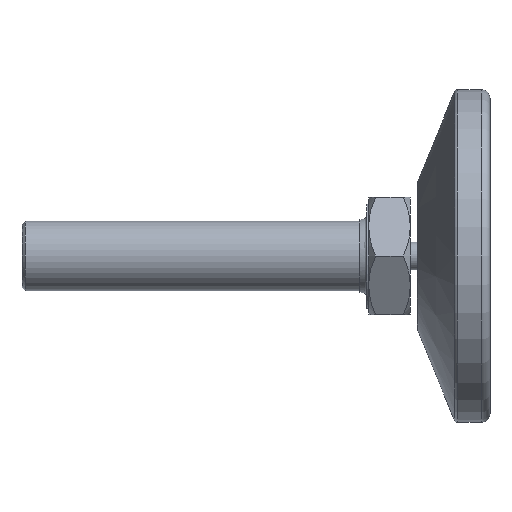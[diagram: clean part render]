
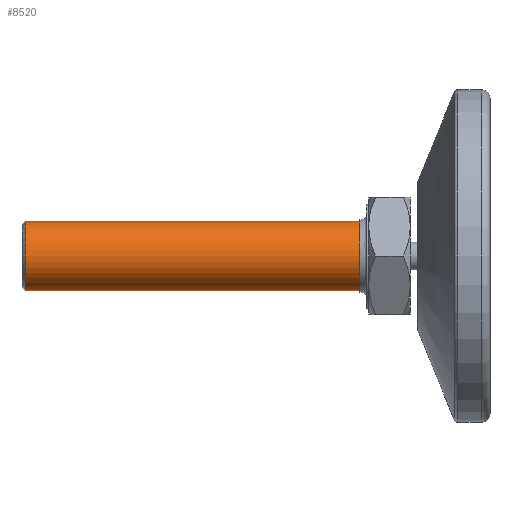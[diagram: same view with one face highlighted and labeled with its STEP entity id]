
A CAD part, left-side view. The second image highlights one B-rep face of the part: STEP entity #8520.
In plain terms, the highlighted cylindrical face has radius 5 mm (diameter 10 mm), a partial arc.
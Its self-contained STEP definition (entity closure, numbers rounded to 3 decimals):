
#498 = ORIENTED_EDGE ( 'NONE', *, *, #9925, .T. ) ;
#1183 = EDGE_CURVE ( 'NONE', #2564, #19121, #17475, .T. ) ;
#1407 = ORIENTED_EDGE ( 'NONE', *, *, #4264, .T. ) ;
#1524 = EDGE_LOOP ( 'NONE', ( #7484, #1407, #10040, #498 ) ) ;
#1542 = CARTESIAN_POINT ( 'NONE',  ( 0., 53., -5. ) ) ;
#1818 = CARTESIAN_POINT ( 'NONE',  ( 0., 4.3, 5. ) ) ;
#1897 = VECTOR ( 'NONE', #4655, 1000. ) ;
#2260 = FACE_OUTER_BOUND ( 'NONE', #1524, .T. ) ;
#2564 = VERTEX_POINT ( 'NONE', #14784 ) ;
#2741 = DIRECTION ( 'NONE',  ( 0., 0., 1. ) ) ;
#2762 = DIRECTION ( 'NONE',  ( 0., -1., 0. ) ) ;
#4250 = VERTEX_POINT ( 'NONE', #7461 ) ;
#4264 = EDGE_CURVE ( 'NONE', #2564, #4250, #16181, .T. ) ;
#4304 = CARTESIAN_POINT ( 'NONE',  ( 0., 4.3, 0. ) ) ;
#4608 = DIRECTION ( 'NONE',  ( 0., 0., 1. ) ) ;
#4655 = DIRECTION ( 'NONE',  ( 0., -1., 0. ) ) ;
#5669 = AXIS2_PLACEMENT_3D ( 'NONE', #4304, #11877, #2741 ) ;
#5975 = DIRECTION ( 'NONE',  ( 0., 0., -1. ) ) ;
#7461 = CARTESIAN_POINT ( 'NONE',  ( 0., 52.5, -5. ) ) ;
#7484 = ORIENTED_EDGE ( 'NONE', *, *, #1183, .F. ) ;
#8520 = ADVANCED_FACE ( 'NONE', ( #2260 ), #12722, .T. ) ;
#9096 = DIRECTION ( 'NONE',  ( 0., -1., 0. ) ) ;
#9244 = VERTEX_POINT ( 'NONE', #15030 ) ;
#9287 = CARTESIAN_POINT ( 'NONE',  ( 0., 52.5, 0. ) ) ;
#9925 = EDGE_CURVE ( 'NONE', #9244, #19121, #16873, .T. ) ;
#10040 = ORIENTED_EDGE ( 'NONE', *, *, #16559, .T. ) ;
#10735 = CARTESIAN_POINT ( 'NONE',  ( 0., 53., 0. ) ) ;
#10950 = AXIS2_PLACEMENT_3D ( 'NONE', #9287, #15497, #4608 ) ;
#11877 = DIRECTION ( 'NONE',  ( 0., 1., 0. ) ) ;
#12005 = CARTESIAN_POINT ( 'NONE',  ( 0., 53., 5. ) ) ;
#12722 = CYLINDRICAL_SURFACE ( 'NONE', #15939, 5. ) ;
#14784 = CARTESIAN_POINT ( 'NONE',  ( 0., 52.5, 5. ) ) ;
#15030 = CARTESIAN_POINT ( 'NONE',  ( 0., 4.3, -5. ) ) ;
#15497 = DIRECTION ( 'NONE',  ( 0., -1., 0. ) ) ;
#15939 = AXIS2_PLACEMENT_3D ( 'NONE', #10735, #9096, #5975 ) ;
#16181 = CIRCLE ( 'NONE', #10950, 5. ) ;
#16559 = EDGE_CURVE ( 'NONE', #4250, #9244, #20165, .T. ) ;
#16873 = CIRCLE ( 'NONE', #5669, 5. ) ;
#17475 = LINE ( 'NONE', #12005, #18457 ) ;
#18457 = VECTOR ( 'NONE', #2762, 1000. ) ;
#19121 = VERTEX_POINT ( 'NONE', #1818 ) ;
#20165 = LINE ( 'NONE', #1542, #1897 ) ;
